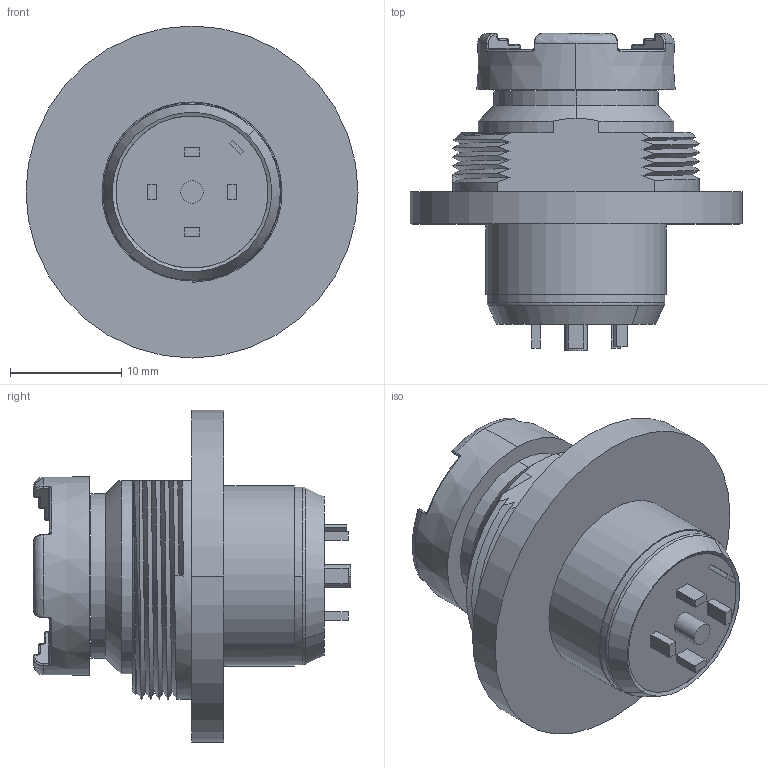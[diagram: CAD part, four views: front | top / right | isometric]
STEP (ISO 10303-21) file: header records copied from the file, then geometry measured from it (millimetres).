
FILE_DESCRIPTION((''),'2;1');
FILE_NAME('04J-BP-T01_SW0001','2012-09-05T',('Administrator'),(''),'PRO/ENGINEER BY PARAMETRIC TECHNOLOGY CORPORATION, 2006200','PRO/ENGINEER BY PARAMETRIC TECHNOLOGY CORPORATION, 2006200','');
FILE_SCHEMA(('CONFIG_CONTROL_DESIGN'));
Length unit declared in the file: inch
Products named in the file (1): 04J-BP-T01_SW0001
Bounding box: 29.87 x 28.52 x 29.87 mm (x, y, z)
Volume: 6219.8 mm3; surface area: 4121.5 mm2
Topology: 2 solids, 2 shells, 343 faces, 817 edges, 492 vertices
Faces by surface type: bspline 152, plane 74, cylinder 55, torus 34, cone 28
Entity records: 18884 total; most frequent: CARTESIAN_POINT 9690, ORIENTED_EDGE 1634, DIRECTION 1134, EDGE_CURVE 817, VERTEX_POINT 492, AXIS2_PLACEMENT_3D 460, EDGE_LOOP 357, FACE_OUTER_BOUND 343
